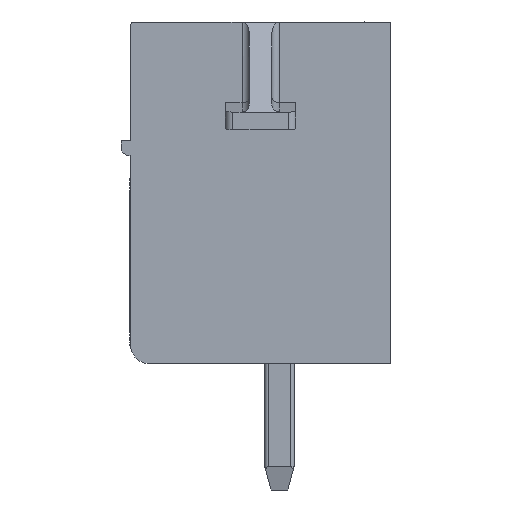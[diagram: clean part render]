
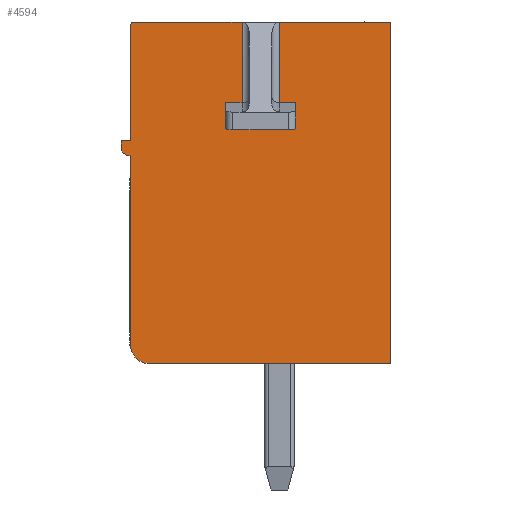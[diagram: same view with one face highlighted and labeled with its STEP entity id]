
A CAD part, left-side view. The second image highlights one B-rep face of the part: STEP entity #4594.
In plain terms, the highlighted planar face has unit normal (-1, 0, 0).
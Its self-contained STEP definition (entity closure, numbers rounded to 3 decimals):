
#4594=ADVANCED_FACE('',(#8520),#8521,.F.);
#8520=FACE_OUTER_BOUND('',#15173,.T.);
#8521=PLANE('',#15174);
#15173=EDGE_LOOP('',(#22627,#22628,#22629,#22630,#22631,#22632,#22633,#22634,#22635,#22636,#22637,#22638,#22639,#22640,#22641,#22642,#22643,#22644,#22645));
#15174=AXIS2_PLACEMENT_3D('',#22646,#22647,#22648);
#22627=ORIENTED_EDGE('',*,*,#27536,.T.);
#22628=ORIENTED_EDGE('',*,*,#27537,.T.);
#22629=ORIENTED_EDGE('',*,*,#27538,.T.);
#22630=ORIENTED_EDGE('',*,*,#27539,.F.);
#22631=ORIENTED_EDGE('',*,*,#27540,.T.);
#22632=ORIENTED_EDGE('',*,*,#27541,.T.);
#22633=ORIENTED_EDGE('',*,*,#27542,.T.);
#22634=ORIENTED_EDGE('',*,*,#27523,.T.);
#22635=ORIENTED_EDGE('',*,*,#27543,.T.);
#22636=ORIENTED_EDGE('',*,*,#27544,.T.);
#22637=ORIENTED_EDGE('',*,*,#27545,.F.);
#22638=ORIENTED_EDGE('',*,*,#27546,.F.);
#22639=ORIENTED_EDGE('',*,*,#27547,.T.);
#22640=ORIENTED_EDGE('',*,*,#27548,.F.);
#22641=ORIENTED_EDGE('',*,*,#27549,.T.);
#22642=ORIENTED_EDGE('',*,*,#27550,.T.);
#22643=ORIENTED_EDGE('',*,*,#27551,.T.);
#22644=ORIENTED_EDGE('',*,*,#27552,.F.);
#22645=ORIENTED_EDGE('',*,*,#27553,.T.);
#22646=CARTESIAN_POINT('',(0.,16.95,1.872));
#22647=DIRECTION('',(1.0,0.,0.));
#22648=DIRECTION('',(0.,-1.0,0.0));
#27523=EDGE_CURVE('',#31693,#31691,#31694,.T.);
#27536=EDGE_CURVE('',#31709,#31715,#31716,.T.);
#27537=EDGE_CURVE('',#31715,#31717,#31718,.T.);
#27538=EDGE_CURVE('',#31717,#31719,#31720,.T.);
#27539=EDGE_CURVE('',#31721,#31719,#31722,.T.);
#27540=EDGE_CURVE('',#31721,#31723,#31724,.T.);
#27541=EDGE_CURVE('',#31723,#31725,#31726,.T.);
#27542=EDGE_CURVE('',#31725,#31693,#31727,.T.);
#27543=EDGE_CURVE('',#31691,#31728,#31729,.T.);
#27544=EDGE_CURVE('',#31728,#31730,#31731,.T.);
#27545=EDGE_CURVE('',#31732,#31730,#31733,.T.);
#27546=EDGE_CURVE('',#31734,#31732,#31735,.T.);
#27547=EDGE_CURVE('',#31734,#31736,#31737,.T.);
#27548=EDGE_CURVE('',#31738,#31736,#31739,.T.);
#27549=EDGE_CURVE('',#31738,#31740,#31741,.T.);
#27550=EDGE_CURVE('',#31740,#31742,#31743,.T.);
#27551=EDGE_CURVE('',#31742,#31744,#31745,.T.);
#27552=EDGE_CURVE('',#31746,#31744,#31747,.T.);
#27553=EDGE_CURVE('',#31746,#31709,#31748,.T.);
#31691=VERTEX_POINT('',#37921);
#31693=VERTEX_POINT('',#37924);
#31694=LINE('',#37925,#37926);
#31709=VERTEX_POINT('',#37947);
#31715=VERTEX_POINT('',#37954);
#31716=LINE('',#37955,#37956);
#31717=VERTEX_POINT('',#37957);
#31718=LINE('',#37958,#37959);
#31719=VERTEX_POINT('',#37960);
#31720=CIRCLE('',#37961,0.1);
#31721=VERTEX_POINT('',#37962);
#31722=LINE('',#37963,#37964);
#31723=VERTEX_POINT('',#37965);
#31724=LINE('',#37966,#37967);
#31725=VERTEX_POINT('',#37968);
#31726=LINE('',#37969,#37970);
#31727=CIRCLE('',#37971,0.2);
#31728=VERTEX_POINT('',#37972);
#31729=LINE('',#37973,#37974);
#31730=VERTEX_POINT('',#37975);
#31731=CIRCLE('',#37976,0.5);
#31732=VERTEX_POINT('',#37977);
#31733=LINE('',#37978,#37979);
#31734=VERTEX_POINT('',#37980);
#31735=LINE('',#37981,#37982);
#31736=VERTEX_POINT('',#37983);
#31737=LINE('',#37984,#37985);
#31738=VERTEX_POINT('',#37986);
#31739=LINE('',#37987,#37988);
#31740=VERTEX_POINT('',#37989);
#31741=LINE('',#37990,#37991);
#31742=VERTEX_POINT('',#37992);
#31743=LINE('',#37993,#37994);
#31744=VERTEX_POINT('',#37995);
#31745=LINE('',#37996,#37997);
#31746=VERTEX_POINT('',#37998);
#31747=LINE('',#37999,#38000);
#31748=LINE('',#38001,#38002);
#37921=CARTESIAN_POINT('',(0.,7.,5.6));
#37924=CARTESIAN_POINT('',(0.,7.05,5.6));
#37925=CARTESIAN_POINT('',(0.,5.238,5.6));
#37926=VECTOR('',#42158,1.0);
#37947=CARTESIAN_POINT('',(0.,4.,7.022));
#37954=CARTESIAN_POINT('',(0.,4.,9.2));
#37955=CARTESIAN_POINT('',(0.,4.,4.471));
#37956=VECTOR('',#42172,1.0);
#37957=CARTESIAN_POINT('',(0.,6.9,9.2));
#37958=CARTESIAN_POINT('',(0.,5.238,9.2));
#37959=VECTOR('',#42173,1.0);
#37960=CARTESIAN_POINT('',(0.,7.,9.1));
#37961=AXIS2_PLACEMENT_3D('',#42174,#42175,#42176);
#37962=CARTESIAN_POINT('',(0.,7.,6.0));
#37963=CARTESIAN_POINT('',(0.,7.,4.471));
#37964=VECTOR('',#42177,1.0);
#37965=CARTESIAN_POINT('',(0.,7.25,6.0));
#37966=CARTESIAN_POINT('',(0.,5.238,6.0));
#37967=VECTOR('',#42178,1.0);
#37968=CARTESIAN_POINT('',(0.,7.25,5.8));
#37969=CARTESIAN_POINT('',(0.,7.25,4.471));
#37970=VECTOR('',#42179,1.0);
#37971=AXIS2_PLACEMENT_3D('',#42180,#42181,#42182);
#37972=CARTESIAN_POINT('',(0.,7.,0.5));
#37973=CARTESIAN_POINT('',(0.,7.,4.471));
#37974=VECTOR('',#42183,1.0);
#37975=CARTESIAN_POINT('',(0.,6.5,0.));
#37976=AXIS2_PLACEMENT_3D('',#42184,#42185,#42186);
#37977=CARTESIAN_POINT('',(0.,0.0,0.));
#37978=CARTESIAN_POINT('',(0.,5.238,0.));
#37979=VECTOR('',#42187,1.0);
#37980=CARTESIAN_POINT('',(0.,0.0,9.2));
#37981=CARTESIAN_POINT('',(0.,0.0,4.471));
#37982=VECTOR('',#42188,1.0);
#37983=CARTESIAN_POINT('',(0.,3.,9.2));
#37984=CARTESIAN_POINT('',(0.,5.238,9.2));
#37985=VECTOR('',#42189,1.0);
#37986=CARTESIAN_POINT('',(0.,3.,7.022));
#37987=CARTESIAN_POINT('',(0.,3.,4.471));
#37988=VECTOR('',#42190,1.0);
#37989=CARTESIAN_POINT('',(0.,2.55,7.022));
#37990=CARTESIAN_POINT('',(0.,5.238,7.022));
#37991=VECTOR('',#42191,1.0);
#37992=CARTESIAN_POINT('',(0.,2.55,6.547));
#37993=CARTESIAN_POINT('',(0.,2.55,4.471));
#37994=VECTOR('',#42192,1.0);
#37995=CARTESIAN_POINT('',(0.,4.45,6.547));
#37996=CARTESIAN_POINT('',(0.,5.238,6.547));
#37997=VECTOR('',#42193,1.0);
#37998=CARTESIAN_POINT('',(0.,4.45,7.022));
#37999=CARTESIAN_POINT('',(0.,4.45,4.471));
#38000=VECTOR('',#42194,1.0);
#38001=CARTESIAN_POINT('',(0.,5.238,7.022));
#38002=VECTOR('',#42195,1.0);
#42158=DIRECTION('',(0.,-1.0,0.0));
#42172=DIRECTION('',(0.,0.,1.0));
#42173=DIRECTION('',(0.,1.0,0.));
#42174=CARTESIAN_POINT('',(0.,6.9,9.1));
#42175=DIRECTION('',(-1.0,0.0,0.0));
#42176=DIRECTION('',(0.0,0.0,1.0));
#42177=DIRECTION('',(0.,0.0,1.0));
#42178=DIRECTION('',(0.,1.0,0.0));
#42179=DIRECTION('',(0.,0.0,-1.0));
#42180=CARTESIAN_POINT('',(0.,7.05,5.8));
#42181=DIRECTION('',(-1.0,0.0,0.0));
#42182=DIRECTION('',(0.0,0.0,1.0));
#42183=DIRECTION('',(0.,0.0,-1.0));
#42184=CARTESIAN_POINT('',(0.,6.5,0.5));
#42185=DIRECTION('',(-1.0,0.0,0.0));
#42186=DIRECTION('',(0.0,0.0,1.0));
#42187=DIRECTION('',(0.,1.0,0.0));
#42188=DIRECTION('',(0.,0.,-1.0));
#42189=DIRECTION('',(0.,1.0,0.));
#42190=DIRECTION('',(0.,0.,1.0));
#42191=DIRECTION('',(0.,-1.0,0.));
#42192=DIRECTION('',(0.,0.,-1.0));
#42193=DIRECTION('',(0.,1.0,0.));
#42194=DIRECTION('',(0.,0.,-1.0));
#42195=DIRECTION('',(0.,-1.0,0.));
